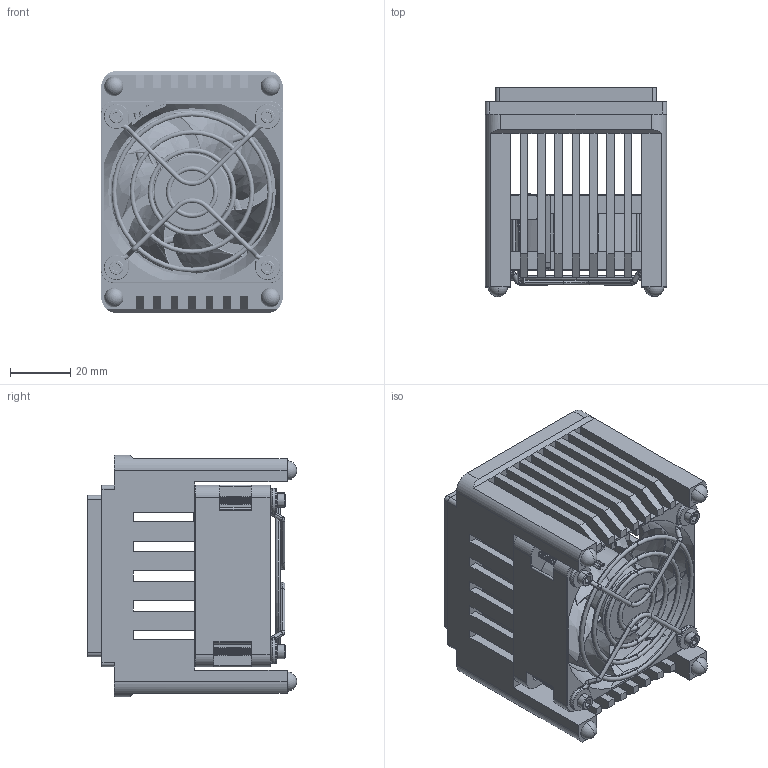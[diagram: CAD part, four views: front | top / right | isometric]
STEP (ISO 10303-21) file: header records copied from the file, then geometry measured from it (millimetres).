
FILE_DESCRIPTION (( 'STEP AP214' ), '1' );
FILE_NAME ('UA-45-S5-4.STEP', '2025-11-08T00:48:31', ( '' ), ( '' ), 'SwSTEP 2.0', 'SolidWorks 2021', '' );
FILE_SCHEMA (( 'AUTOMOTIVE_DESIGN' ));
Length unit declared in the file: inch
Products named in the file (1): UA-45-S5-4
Bounding box: 60 x 69.22 x 80 mm (x, y, z)
Volume: 141335.6 mm3; surface area: 87401.9 mm2
Topology: 15 solids, 16 shells, 2103 faces, 5608 edges, 3613 vertices
Faces by surface type: cylinder 1095, plane 635, cone 136, torus 127, bspline 99, sphere 11
Entity records: 93914 total; most frequent: CARTESIAN_POINT 46206, ORIENTED_EDGE 11146, DIRECTION 8522, EDGE_CURVE 5573, VERTEX_POINT 3609, AXIS2_PLACEMENT_3D 2997, VECTOR 2528, LINE 2528
